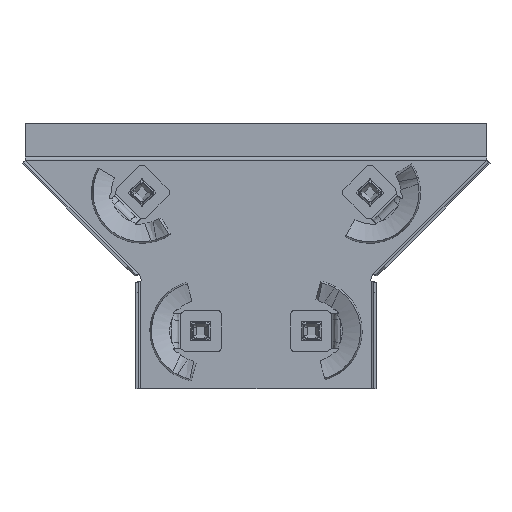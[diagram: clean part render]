
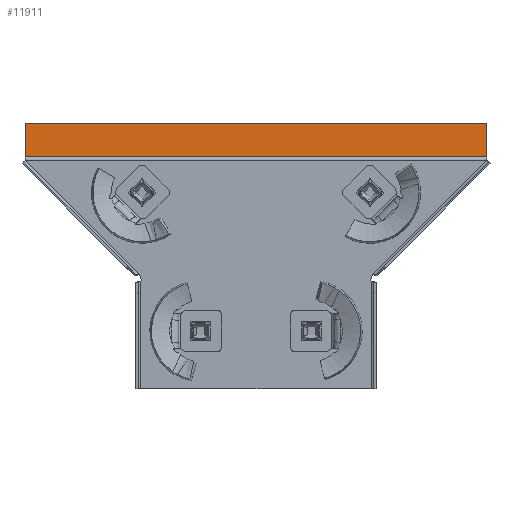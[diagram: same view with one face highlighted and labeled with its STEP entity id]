
A CAD part, front view. The second image highlights one B-rep face of the part: STEP entity #11911.
In plain terms, the highlighted planar face has unit normal (0, -1, 0).
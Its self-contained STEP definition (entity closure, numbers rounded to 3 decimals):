
#309 = VECTOR ( 'NONE', #4351, 1000. ) ;
#472 = CARTESIAN_POINT ( 'NONE',  ( 100., -0.066, -0.144 ) ) ;
#754 = PLANE ( 'NONE',  #11597 ) ;
#1037 = VERTEX_POINT ( 'NONE', #3073 ) ;
#1082 = VERTEX_POINT ( 'NONE', #6970 ) ;
#1122 = ORIENTED_EDGE ( 'NONE', *, *, #3352, .F. ) ;
#1795 = DIRECTION ( 'NONE',  ( 0., 0., -1. ) ) ;
#1959 = ORIENTED_EDGE ( 'NONE', *, *, #8203, .F. ) ;
#2291 = VERTEX_POINT ( 'NONE', #11239 ) ;
#3073 = CARTESIAN_POINT ( 'NONE',  ( -100., -0.066, -14.527 ) ) ;
#3337 = LINE ( 'NONE', #3429, #11812 ) ;
#3352 = EDGE_CURVE ( 'NONE', #1037, #1082, #3337, .T. ) ;
#3429 = CARTESIAN_POINT ( 'NONE',  ( -100., -0.066, -0.144 ) ) ;
#3501 = VERTEX_POINT ( 'NONE', #12388 ) ;
#3650 = ORIENTED_EDGE ( 'NONE', *, *, #12673, .F. ) ;
#3882 = FACE_OUTER_BOUND ( 'NONE', #7180, .T. ) ;
#4348 = DIRECTION ( 'NONE',  ( 0., 0., 1. ) ) ;
#4351 = DIRECTION ( 'NONE',  ( 1., 0., 0. ) ) ;
#5013 = ORIENTED_EDGE ( 'NONE', *, *, #6266, .T. ) ;
#5239 = VECTOR ( 'NONE', #11736, 1000. ) ;
#5835 = DIRECTION ( 'NONE',  ( 1., 0., 0. ) ) ;
#6266 = EDGE_CURVE ( 'NONE', #1037, #3501, #12981, .T. ) ;
#6970 = CARTESIAN_POINT ( 'NONE',  ( -100., -0.066, -0.144 ) ) ;
#7180 = EDGE_LOOP ( 'NONE', ( #1122, #5013, #1959, #3650 ) ) ;
#7902 = CARTESIAN_POINT ( 'NONE',  ( -100., -0.066, -115.344 ) ) ;
#7978 = LINE ( 'NONE', #8541, #309 ) ;
#8203 = EDGE_CURVE ( 'NONE', #2291, #3501, #12637, .T. ) ;
#8541 = CARTESIAN_POINT ( 'NONE',  ( 100., -0.066, -0.144 ) ) ;
#11239 = CARTESIAN_POINT ( 'NONE',  ( 100., -0.066, -0.144 ) ) ;
#11597 = AXIS2_PLACEMENT_3D ( 'NONE', #7902, #13116, #1795 ) ;
#11736 = DIRECTION ( 'NONE',  ( 0., 0., -1. ) ) ;
#11812 = VECTOR ( 'NONE', #4348, 1000. ) ;
#11911 = ADVANCED_FACE ( 'NONE', ( #3882 ), #754, .T. ) ;
#12086 = CARTESIAN_POINT ( 'NONE',  ( -100., -0.066, -14.527 ) ) ;
#12388 = CARTESIAN_POINT ( 'NONE',  ( 100., -0.066, -14.527 ) ) ;
#12637 = LINE ( 'NONE', #472, #5239 ) ;
#12661 = VECTOR ( 'NONE', #5835, 1000. ) ;
#12673 = EDGE_CURVE ( 'NONE', #1082, #2291, #7978, .T. ) ;
#12981 = LINE ( 'NONE', #12086, #12661 ) ;
#13116 = DIRECTION ( 'NONE',  ( 0., -1., 0. ) ) ;
